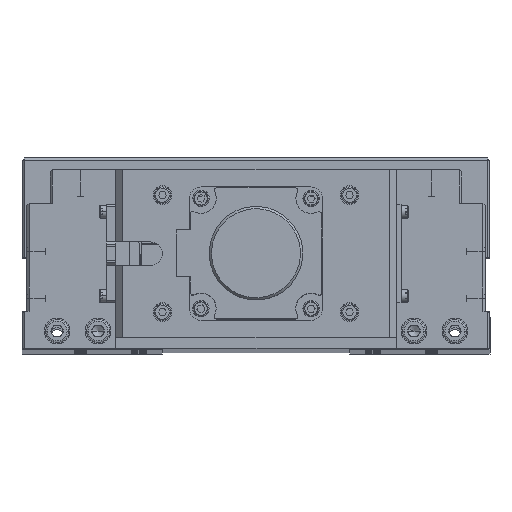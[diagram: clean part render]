
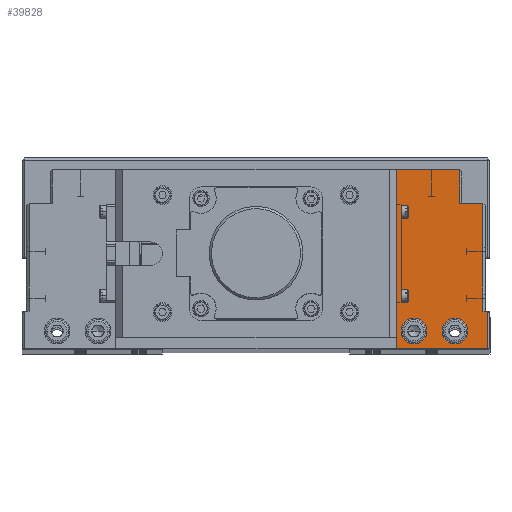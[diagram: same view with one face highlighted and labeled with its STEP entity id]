
A CAD part, top view. The second image highlights one B-rep face of the part: STEP entity #39828.
In plain terms, the highlighted planar face has unit normal (0, 0, 1).
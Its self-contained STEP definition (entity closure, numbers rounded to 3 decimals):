
#139 = CARTESIAN_POINT ( 'NONE',  ( 87., 77., 528. ) ) ;
#349 = EDGE_CURVE ( 'NONE', #16380, #11587, #27946, .T. ) ;
#968 = CARTESIAN_POINT ( 'NONE',  ( 60., 26., 528. ) ) ;
#1792 = LINE ( 'NONE', #32349, #17397 ) ;
#2327 = DIRECTION ( 'NONE',  ( 1., 0., 0. ) ) ;
#2886 = VERTEX_POINT ( 'NONE', #139 ) ;
#3331 = DIRECTION ( 'NONE',  ( 0., 1., 0. ) ) ;
#3923 = DIRECTION ( 'NONE',  ( 1., 0., 0. ) ) ;
#4145 = CARTESIAN_POINT ( 'NONE',  ( 0., 0.5, 528. ) ) ;
#4571 = VECTOR ( 'NONE', #55793, 1000. ) ;
#4774 = CARTESIAN_POINT ( 'NONE',  ( 85., 8., 528. ) ) ;
#5021 = CARTESIAN_POINT ( 'NONE',  ( 90.5, 8., 528. ) ) ;
#5925 = VECTOR ( 'NONE', #32888, 1000. ) ;
#6025 = CARTESIAN_POINT ( 'NONE',  ( 99., 0.5, 528. ) ) ;
#6389 = DIRECTION ( 'NONE',  ( 0., 1., 0. ) ) ;
#6471 = DIRECTION ( 'NONE',  ( 0., 0., 1. ) ) ;
#7013 = EDGE_CURVE ( 'NONE', #46652, #50818, #42795, .T. ) ;
#7381 = ORIENTED_EDGE ( 'NONE', *, *, #7013, .T. ) ;
#7383 = CARTESIAN_POINT ( 'NONE',  ( 62., 8., 528. ) ) ;
#7579 = VERTEX_POINT ( 'NONE', #968 ) ;
#8184 = VECTOR ( 'NONE', #8435, 1000. ) ;
#8435 = DIRECTION ( 'NONE',  ( 0., 1., 0. ) ) ;
#8662 = ORIENTED_EDGE ( 'NONE', *, *, #48851, .F. ) ;
#8697 = VECTOR ( 'NONE', #3331, 1000. ) ;
#8825 = DIRECTION ( 'NONE',  ( 1., 0., 0. ) ) ;
#9026 = ORIENTED_EDGE ( 'NONE', *, *, #349, .F. ) ;
#9120 = ORIENTED_EDGE ( 'NONE', *, *, #31146, .T. ) ;
#9224 = ORIENTED_EDGE ( 'NONE', *, *, #54390, .F. ) ;
#9738 = ORIENTED_EDGE ( 'NONE', *, *, #30749, .F. ) ;
#9749 = FACE_BOUND ( 'NONE', #55220, .T. ) ;
#9826 = CIRCLE ( 'NONE', #22855, 5.5 ) ;
#10410 = CARTESIAN_POINT ( 'NONE',  ( 97., 62.5, 528. ) ) ;
#10888 = DIRECTION ( 'NONE',  ( 1., 0., 0. ) ) ;
#11231 = ORIENTED_EDGE ( 'NONE', *, *, #15282, .F. ) ;
#11573 = CARTESIAN_POINT ( 'NONE',  ( 97., 0.5, 528. ) ) ;
#11587 = VERTEX_POINT ( 'NONE', #10410 ) ;
#11599 = CARTESIAN_POINT ( 'NONE',  ( 54., 56., 528. ) ) ;
#14205 = VECTOR ( 'NONE', #40388, 1000. ) ;
#14365 = AXIS2_PLACEMENT_3D ( 'NONE', #4145, #18003, #17456 ) ;
#14778 = CARTESIAN_POINT ( 'NONE',  ( 67.5, 8., 528. ) ) ;
#15282 = EDGE_CURVE ( 'NONE', #17333, #45048, #27951, .T. ) ;
#15320 = FACE_OUTER_BOUND ( 'NONE', #56900, .T. ) ;
#15547 = CARTESIAN_POINT ( 'NONE',  ( -60., 56., 528. ) ) ;
#15833 = CIRCLE ( 'NONE', #47321, 5.5 ) ;
#16179 = CARTESIAN_POINT ( 'NONE',  ( 97., 16.5, 528. ) ) ;
#16380 = VERTEX_POINT ( 'NONE', #25455 ) ;
#16960 = ORIENTED_EDGE ( 'NONE', *, *, #49128, .T. ) ;
#17064 = LINE ( 'NONE', #43122, #25324 ) ;
#17124 = ORIENTED_EDGE ( 'NONE', *, *, #28809, .F. ) ;
#17333 = VERTEX_POINT ( 'NONE', #33725 ) ;
#17397 = VECTOR ( 'NONE', #24079, 1000. ) ;
#17456 = DIRECTION ( 'NONE',  ( -1., 0., 0. ) ) ;
#17508 = CARTESIAN_POINT ( 'NONE',  ( 54., 26., 528. ) ) ;
#18003 = DIRECTION ( 'NONE',  ( 0., 0., -1. ) ) ;
#18479 = EDGE_CURVE ( 'NONE', #30175, #40101, #45479, .T. ) ;
#19029 = CIRCLE ( 'NONE', #43430, 5.5 ) ;
#19073 = DIRECTION ( 'NONE',  ( 0., 1., 0. ) ) ;
#22855 = AXIS2_PLACEMENT_3D ( 'NONE', #47756, #25463, #3923 ) ;
#22975 = VERTEX_POINT ( 'NONE', #17508 ) ;
#23513 = CARTESIAN_POINT ( 'NONE',  ( 100., 0.5, 528. ) ) ;
#23771 = EDGE_CURVE ( 'NONE', #22975, #43962, #30534, .T. ) ;
#23820 = LINE ( 'NONE', #11573, #8697 ) ;
#24079 = DIRECTION ( 'NONE',  ( 1., 0., 0. ) ) ;
#25248 = DIRECTION ( 'NONE',  ( 1., 0., 0. ) ) ;
#25324 = VECTOR ( 'NONE', #25248, 1000. ) ;
#25455 = CARTESIAN_POINT ( 'NONE',  ( 87., 62.5, 528. ) ) ;
#25463 = DIRECTION ( 'NONE',  ( 0., 0., 1. ) ) ;
#26722 = VECTOR ( 'NONE', #46311, 1000. ) ;
#27739 = CARTESIAN_POINT ( 'NONE',  ( 54., 0.5, 528. ) ) ;
#27946 = LINE ( 'NONE', #28869, #4571 ) ;
#27951 = LINE ( 'NONE', #45988, #41064 ) ;
#28288 = VECTOR ( 'NONE', #54448, 1000. ) ;
#28445 = DIRECTION ( 'NONE',  ( 0., 0., 1. ) ) ;
#28809 = EDGE_CURVE ( 'NONE', #41131, #54869, #19029, .T. ) ;
#28815 = EDGE_CURVE ( 'NONE', #16380, #2886, #38201, .T. ) ;
#28869 = CARTESIAN_POINT ( 'NONE',  ( 88., 62.5, 528. ) ) ;
#28971 = VERTEX_POINT ( 'NONE', #16179 ) ;
#29704 = VECTOR ( 'NONE', #54092, 1000. ) ;
#29780 = CARTESIAN_POINT ( 'NONE',  ( 60., 77., 528. ) ) ;
#30175 = VERTEX_POINT ( 'NONE', #5021 ) ;
#30184 = ORIENTED_EDGE ( 'NONE', *, *, #23771, .F. ) ;
#30534 = LINE ( 'NONE', #27739, #39490 ) ;
#30749 = EDGE_CURVE ( 'NONE', #48103, #7579, #48781, .T. ) ;
#30774 = CARTESIAN_POINT ( 'NONE',  ( -60., 26., 528. ) ) ;
#31139 = CARTESIAN_POINT ( 'NONE',  ( 60., 0.5, 528. ) ) ;
#31146 = EDGE_CURVE ( 'NONE', #17333, #43962, #48072, .T. ) ;
#32349 = CARTESIAN_POINT ( 'NONE',  ( 88., 77., 528. ) ) ;
#32888 = DIRECTION ( 'NONE',  ( 0., 1., 0. ) ) ;
#33725 = CARTESIAN_POINT ( 'NONE',  ( 60., 56., 528. ) ) ;
#34778 = CARTESIAN_POINT ( 'NONE',  ( 60., 77., 528. ) ) ;
#35412 = CARTESIAN_POINT ( 'NONE',  ( 99., 16.5, 528. ) ) ;
#36924 = CARTESIAN_POINT ( 'NONE',  ( 67.5, 8., 528. ) ) ;
#38201 = LINE ( 'NONE', #41937, #5925 ) ;
#39490 = VECTOR ( 'NONE', #6389, 1000. ) ;
#39828 = ADVANCED_FACE ( 'NONE', ( #9749, #50392, #15320 ), #39910, .F. ) ;
#39910 = PLANE ( 'NONE',  #14365 ) ;
#40101 = VERTEX_POINT ( 'NONE', #42230 ) ;
#40194 = EDGE_CURVE ( 'NONE', #40101, #30175, #9826, .T. ) ;
#40388 = DIRECTION ( 'NONE',  ( 1., 0., 0. ) ) ;
#40925 = AXIS2_PLACEMENT_3D ( 'NONE', #4774, #52468, #8825 ) ;
#41064 = VECTOR ( 'NONE', #19073, 1000. ) ;
#41131 = VERTEX_POINT ( 'NONE', #7383 ) ;
#41937 = CARTESIAN_POINT ( 'NONE',  ( 87., 0.5, 528. ) ) ;
#42230 = CARTESIAN_POINT ( 'NONE',  ( 79.5, 8., 528. ) ) ;
#42520 = CARTESIAN_POINT ( 'NONE',  ( 73., 8., 528. ) ) ;
#42795 = LINE ( 'NONE', #6025, #28288 ) ;
#42930 = ORIENTED_EDGE ( 'NONE', *, *, #43351, .F. ) ;
#43122 = CARTESIAN_POINT ( 'NONE',  ( 98., 16.5, 528. ) ) ;
#43351 = EDGE_CURVE ( 'NONE', #54869, #41131, #15833, .T. ) ;
#43430 = AXIS2_PLACEMENT_3D ( 'NONE', #36924, #28445, #2327 ) ;
#43962 = VERTEX_POINT ( 'NONE', #11599 ) ;
#44254 = EDGE_LOOP ( 'NONE', ( #42930, #17124 ) ) ;
#44438 = ORIENTED_EDGE ( 'NONE', *, *, #18479, .F. ) ;
#45048 = VERTEX_POINT ( 'NONE', #29780 ) ;
#45479 = CIRCLE ( 'NONE', #40925, 5.5 ) ;
#45988 = CARTESIAN_POINT ( 'NONE',  ( 60., 77., 528. ) ) ;
#46311 = DIRECTION ( 'NONE',  ( -1., 0., 0. ) ) ;
#46652 = VERTEX_POINT ( 'NONE', #48432 ) ;
#47321 = AXIS2_PLACEMENT_3D ( 'NONE', #14778, #6471, #10888 ) ;
#47756 = CARTESIAN_POINT ( 'NONE',  ( 85., 8., 528. ) ) ;
#47831 = ORIENTED_EDGE ( 'NONE', *, *, #28815, .T. ) ;
#48072 = LINE ( 'NONE', #15547, #26722 ) ;
#48103 = VERTEX_POINT ( 'NONE', #31139 ) ;
#48432 = CARTESIAN_POINT ( 'NONE',  ( 99., 0.5, 528. ) ) ;
#48620 = EDGE_CURVE ( 'NONE', #46652, #48103, #52382, .T. ) ;
#48781 = LINE ( 'NONE', #34778, #8184 ) ;
#48851 = EDGE_CURVE ( 'NONE', #45048, #2886, #1792, .T. ) ;
#48955 = EDGE_CURVE ( 'NONE', #28971, #11587, #23820, .T. ) ;
#49128 = EDGE_CURVE ( 'NONE', #22975, #7579, #49309, .T. ) ;
#49309 = LINE ( 'NONE', #30774, #14205 ) ;
#50392 = FACE_BOUND ( 'NONE', #44254, .T. ) ;
#50818 = VERTEX_POINT ( 'NONE', #35412 ) ;
#52382 = LINE ( 'NONE', #23513, #29704 ) ;
#52468 = DIRECTION ( 'NONE',  ( 0., 0., 1. ) ) ;
#52926 = ORIENTED_EDGE ( 'NONE', *, *, #40194, .F. ) ;
#54092 = DIRECTION ( 'NONE',  ( -1., 0., 0. ) ) ;
#54390 = EDGE_CURVE ( 'NONE', #28971, #50818, #17064, .T. ) ;
#54416 = ORIENTED_EDGE ( 'NONE', *, *, #48620, .F. ) ;
#54448 = DIRECTION ( 'NONE',  ( 0., 1., 0. ) ) ;
#54869 = VERTEX_POINT ( 'NONE', #42520 ) ;
#54923 = ORIENTED_EDGE ( 'NONE', *, *, #48955, .T. ) ;
#55220 = EDGE_LOOP ( 'NONE', ( #44438, #52926 ) ) ;
#55793 = DIRECTION ( 'NONE',  ( 1., 0., 0. ) ) ;
#56900 = EDGE_LOOP ( 'NONE', ( #30184, #16960, #9738, #54416, #7381, #9224, #54923, #9026, #47831, #8662, #11231, #9120 ) ) ;
